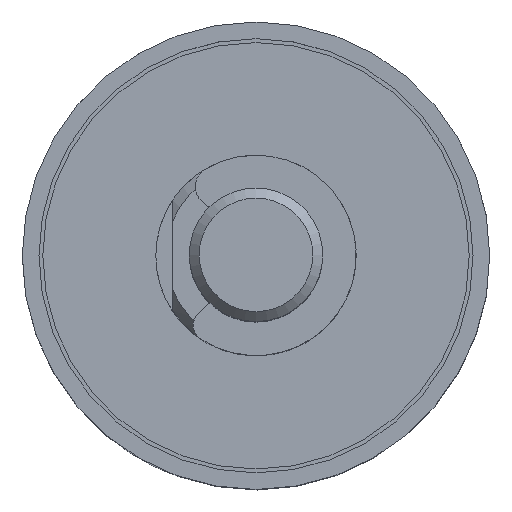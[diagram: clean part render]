
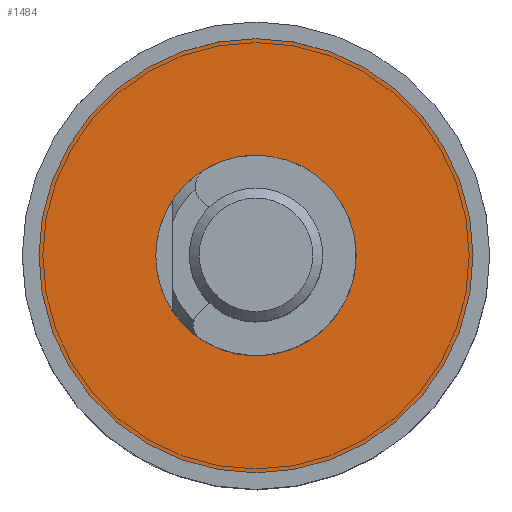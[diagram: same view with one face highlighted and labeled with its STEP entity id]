
A CAD part, top view. The second image highlights one B-rep face of the part: STEP entity #1484.
In plain terms, the highlighted planar face has unit normal (0, 0, 1).
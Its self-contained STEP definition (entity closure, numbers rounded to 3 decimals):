
#308 = CARTESIAN_POINT ( 'NONE',  ( -3., 0., 0.5 ) ) ;
#419 = CIRCLE ( 'NONE', #3872, 6.5 ) ;
#1396 = EDGE_CURVE ( 'NONE', #4009, #4009, #419, .T. ) ;
#1484 = ADVANCED_FACE ( 'NONE', ( #3442, #6177 ), #5773, .T. ) ;
#1603 = VERTEX_POINT ( 'NONE', #308 ) ;
#1793 = CARTESIAN_POINT ( 'NONE',  ( 0., 0., 0.5 ) ) ;
#2172 = ORIENTED_EDGE ( 'NONE', *, *, #2207, .T. ) ;
#2207 = EDGE_CURVE ( 'NONE', #1603, #1603, #3229, .T. ) ;
#2344 = DIRECTION ( 'NONE',  ( 1., 0., 0. ) ) ;
#3034 = CARTESIAN_POINT ( 'NONE',  ( 6.5, 0., 0.5 ) ) ;
#3229 = CIRCLE ( 'NONE', #7427, 3. ) ;
#3442 = FACE_BOUND ( 'NONE', #7288, .T. ) ;
#3572 = AXIS2_PLACEMENT_3D ( 'NONE', #3791, #3812, #2344 ) ;
#3767 = DIRECTION ( 'NONE',  ( 1., 0., 0. ) ) ;
#3791 = CARTESIAN_POINT ( 'NONE',  ( 3., 0., 0.5 ) ) ;
#3812 = DIRECTION ( 'NONE',  ( 0., 0., 1. ) ) ;
#3872 = AXIS2_PLACEMENT_3D ( 'NONE', #1793, #5122, #3767 ) ;
#4009 = VERTEX_POINT ( 'NONE', #3034 ) ;
#4579 = ORIENTED_EDGE ( 'NONE', *, *, #1396, .T. ) ;
#5122 = DIRECTION ( 'NONE',  ( 0., 0., 1. ) ) ;
#5773 = PLANE ( 'NONE',  #3572 ) ;
#6177 = FACE_OUTER_BOUND ( 'NONE', #7340, .T. ) ;
#6513 = CARTESIAN_POINT ( 'NONE',  ( 0., 0., 0.5 ) ) ;
#7288 = EDGE_LOOP ( 'NONE', ( #2172 ) ) ;
#7340 = EDGE_LOOP ( 'NONE', ( #4579 ) ) ;
#7427 = AXIS2_PLACEMENT_3D ( 'NONE', #6513, #7916, #7933 ) ;
#7916 = DIRECTION ( 'NONE',  ( 0., 0., -1. ) ) ;
#7933 = DIRECTION ( 'NONE',  ( -1., 0., 0. ) ) ;
